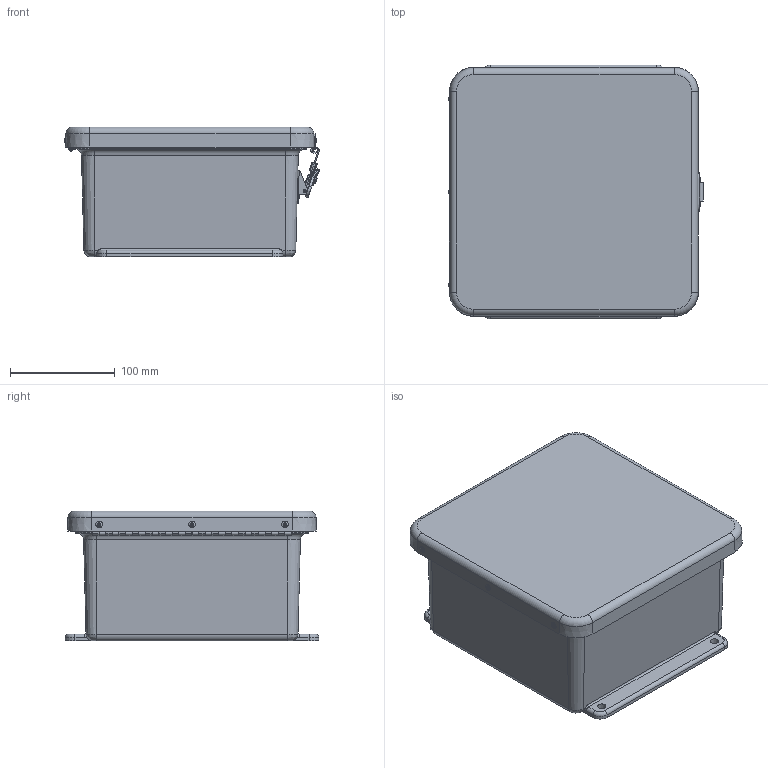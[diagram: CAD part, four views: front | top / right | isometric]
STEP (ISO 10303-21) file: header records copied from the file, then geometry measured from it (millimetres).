
FILE_DESCRIPTION(/* description */ (''),/* implementation_level */ '2;1');
FILE_NAME(/* name */ 'HW-J80804CHTL.stp',/* time_stamp */ '2014-03-26T09:30:34-05:00',/* author */ ('jtigges'),/* organization */ (''),/* preprocessor_version */ 'ST-DEVELOPER v15.2',/* originating_system */ 'Autodesk Inventor 2014',/* authorisation */ '');
FILE_SCHEMA (('AUTOMOTIVE_DESIGN { 1 0 10303 214 3 1 1 }'));
Length unit declared in the file: inch
Products named in the file (27): J808HL_1; RMINS45821P_13; RMINS45821P_14; RMINS45821P_15; RMINS45821P_16; J808BHL; RMHINGCOV7; RMHINGPIN7; RMHINGBOX7; RMHING7; RMRIV43; JONEA; JONEB; JONEC; JONED; JONEE; JONEF; JONEG; JONEH; JONEI; JONE; RMLATJLL150_1; J808HLCVR; GASKET_808; WP808HLU; RMKEEPJLL150WT; J808HLL_STP
Bounding box: 243.8 x 242.86 x 124.12 mm (x, y, z)
Volume: 848268 mm3; surface area: 483770.3 mm2
Topology: 31 solids, 31 shells, 862 faces, 2119 edges, 1348 vertices
Faces by surface type: plane 338, cylinder 329, bspline 75, torus 60, cone 47, sphere 13
Full cylindrical faces by diameter (mm): 2.159 x31, 2.4 x1, 2.7 x2, 3 x1, 3.175 x10, 3.25 x1, 3.302 x2, 3.327 x6, 3.5 x1, 3.556 x10, 3.861 x8, 3.962 x7, 4.2 x2, 4.609 x1, 4.618 x1, 4.7 x1, 4.9 x1, 5 x2, 5.3 x1, 5.537 x4, 6.35 x10, 6.858 x4, 13.3 x1, 13.5 x1
Entity records: 31991 total; most frequent: CARTESIAN_POINT 12018, DIRECTION 4231, ORIENTED_EDGE 3816, EDGE_CURVE 1908, AXIS2_PLACEMENT_3D 1639, VERTEX_POINT 1275, EDGE_LOOP 1073, LINE 953
